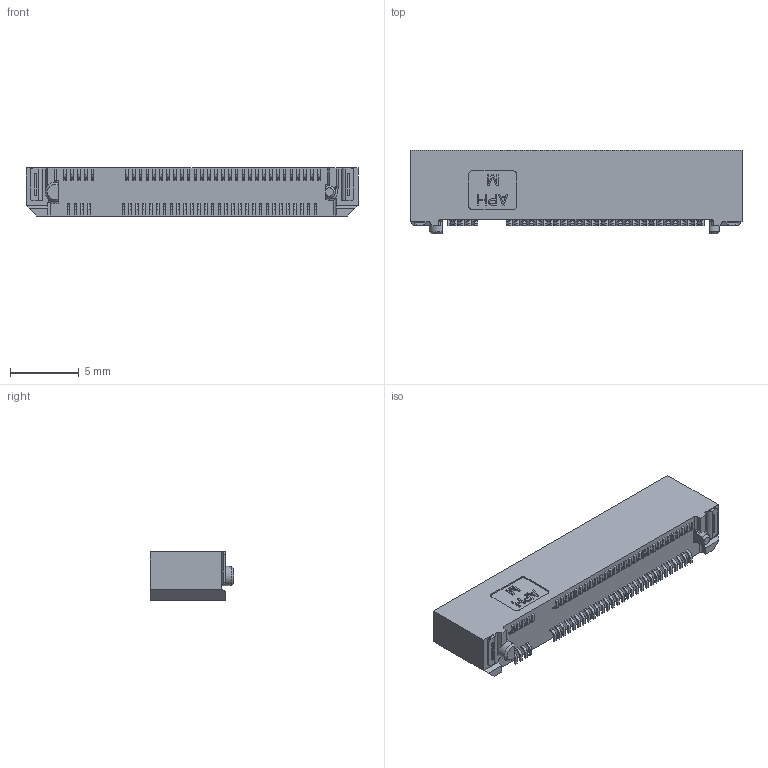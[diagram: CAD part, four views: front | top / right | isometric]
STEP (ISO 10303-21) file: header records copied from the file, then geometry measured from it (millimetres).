
FILE_DESCRIPTION((''),'2;1');
FILE_NAME('MDT350M0X001VT_C3D','2015-12-03T',('yunx.liu'),(''),'PRO/ENGINEER BY PARAMETRIC TECHNOLOGY CORPORATION, 2012230','PRO/ENGINEER BY PARAMETRIC TECHNOLOGY CORPORATION, 2012230','');
FILE_SCHEMA(('CONFIG_CONTROL_DESIGN'));
Length unit declared in the file: millimetre
Products named in the file (1): MDT350M0X001VT_C3D
Bounding box: 24.2 x 6.1 x 3.5 mm (x, y, z)
Volume: 381.3 mm3; surface area: 641.6 mm2
Topology: 1 solids, 1 shells, 1574 faces, 4492 edges, 2991 vertices
Faces by surface type: plane 1132, cylinder 430, torus 5, sphere 5, cone 2
Entity records: 51544 total; most frequent: CARTESIAN_POINT 9810, ORIENTED_EDGE 8976, DIRECTION 8247, EDGE_CURVE 4488, VECTOR 3305, LINE 3305, VERTEX_POINT 2991, AXIS2_PLACEMENT_3D 2471
